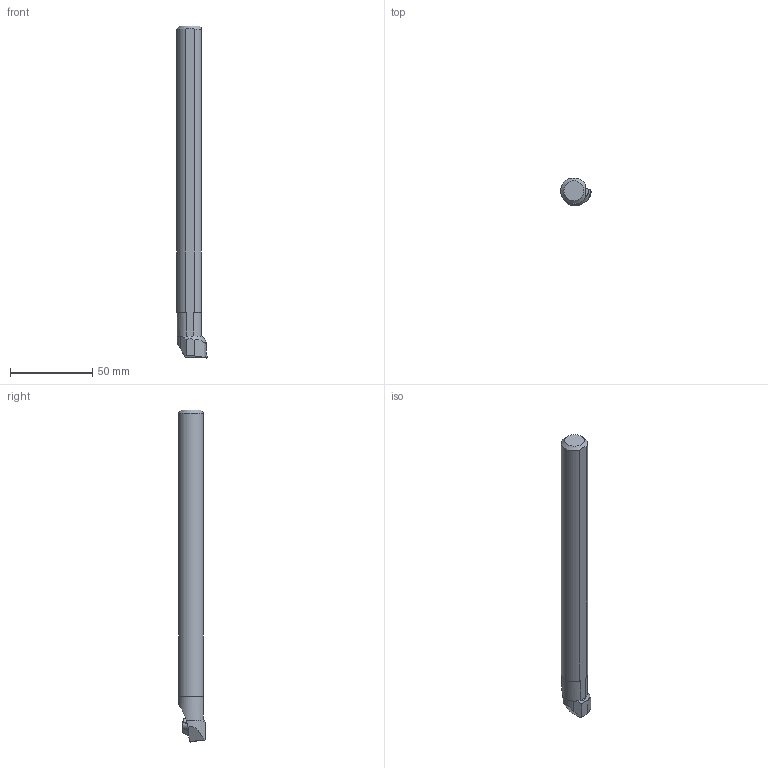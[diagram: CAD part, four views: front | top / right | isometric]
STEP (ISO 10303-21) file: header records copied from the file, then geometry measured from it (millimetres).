
FILE_DESCRIPTION(/* description */ ('3-D model version:1'),/* implementation_level */ '2;1');
FILE_NAME(/* name */ 'S16R-CTFPL 11',/* time_stamp */ '2015-11-10T10:07:14+01:00',/* author */ ('InteractiveCad'),/* organization */ ('AB Sandvik Coromant'),/* preprocessor_version */ 'ST-DEVELOPER v15',/* originating_system */ 'SIEMENS PLM Software NX 8.5',/* authorisation */ '');
FILE_SCHEMA (('AP203_CONFIGURATION_CONTROLLED_3D_DESIGN_OF_MECHANICAL_PARTS_AND_ASSEMBLIES_MIM_LF { 1 0 10303 403 2 1 2}'));
Length unit declared in the file: millimetre
Products named in the file (1): S16R_CTFPL_11_SIM
Bounding box: 18.59 x 16.2 x 201.27 mm (x, y, z)
Volume: 37724.5 mm3; surface area: 10654.9 mm2
Topology: 3 solids, 3 shells, 85 faces, 227 edges, 147 vertices
Faces by surface type: plane 40, cylinder 24, cone 9, torus 6, bspline 3, sphere 2, extrusion 1
Entity records: 3118 total; most frequent: CARTESIAN_POINT 996, ORIENTED_EDGE 444, DIRECTION 393, EDGE_CURVE 222, AXIS2_PLACEMENT_3D 149, VERTEX_POINT 144, VECTOR 95, LINE 94
